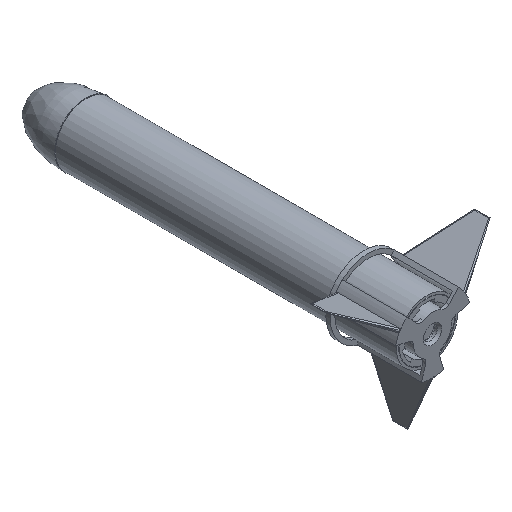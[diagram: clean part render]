
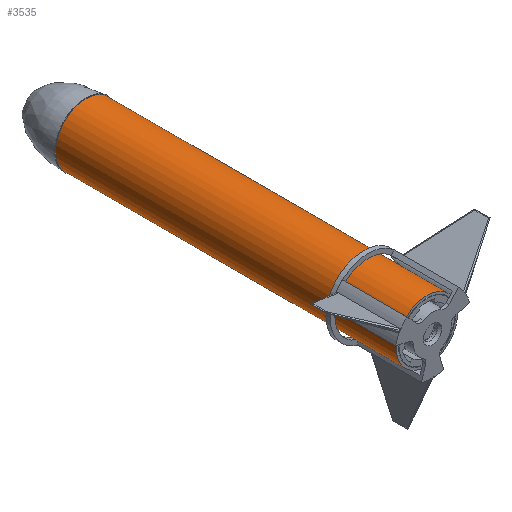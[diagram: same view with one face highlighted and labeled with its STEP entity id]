
A CAD part, isometric view. The second image highlights one B-rep face of the part: STEP entity #3535.
In plain terms, the highlighted cylindrical face has radius 27.4 mm (diameter 54.8 mm), a full revolution.
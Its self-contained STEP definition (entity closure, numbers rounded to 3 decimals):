
#216=LINE('',#5953,#486);
#486=VECTOR('',#4372,27.4);
#754=CYLINDRICAL_SURFACE('',#3825,27.4);
#870=FACE_OUTER_BOUND('',#1078,.T.);
#1078=EDGE_LOOP('',(#2544,#2545,#2546,#2547));
#1337=CIRCLE('',#3826,27.4);
#1338=CIRCLE('',#3827,27.4);
#1552=VERTEX_POINT('',#5950);
#1553=VERTEX_POINT('',#5952);
#1934=EDGE_CURVE('',#1552,#1552,#1337,.T.);
#1935=EDGE_CURVE('',#1552,#1553,#216,.T.);
#1936=EDGE_CURVE('',#1553,#1553,#1338,.T.);
#2544=ORIENTED_EDGE('',*,*,#1934,.F.);
#2545=ORIENTED_EDGE('',*,*,#1935,.T.);
#2546=ORIENTED_EDGE('',*,*,#1936,.T.);
#2547=ORIENTED_EDGE('',*,*,#1935,.F.);
#3535=ADVANCED_FACE('',(#870),#754,.T.);
#3825=AXIS2_PLACEMENT_3D('',#5949,#4368,#4369);
#3826=AXIS2_PLACEMENT_3D('',#5951,#4370,#4371);
#3827=AXIS2_PLACEMENT_3D('',#5954,#4373,#4374);
#4368=DIRECTION('center_axis',(0.,1.,0.));
#4369=DIRECTION('ref_axis',(1.,0.,0.));
#4370=DIRECTION('center_axis',(0.,1.,0.));
#4371=DIRECTION('ref_axis',(1.,0.,0.));
#4372=DIRECTION('',(0.,-1.,0.));
#4373=DIRECTION('center_axis',(0.,1.,0.));
#4374=DIRECTION('ref_axis',(1.,0.,0.));
#5949=CARTESIAN_POINT('Origin',(0.,0.,0.));
#5950=CARTESIAN_POINT('',(-27.4,304.8,0.));
#5951=CARTESIAN_POINT('Origin',(0.,304.8,0.));
#5952=CARTESIAN_POINT('',(-27.4,0.,0.));
#5953=CARTESIAN_POINT('',(-27.4,0.,0.));
#5954=CARTESIAN_POINT('Origin',(0.,0.,0.));
